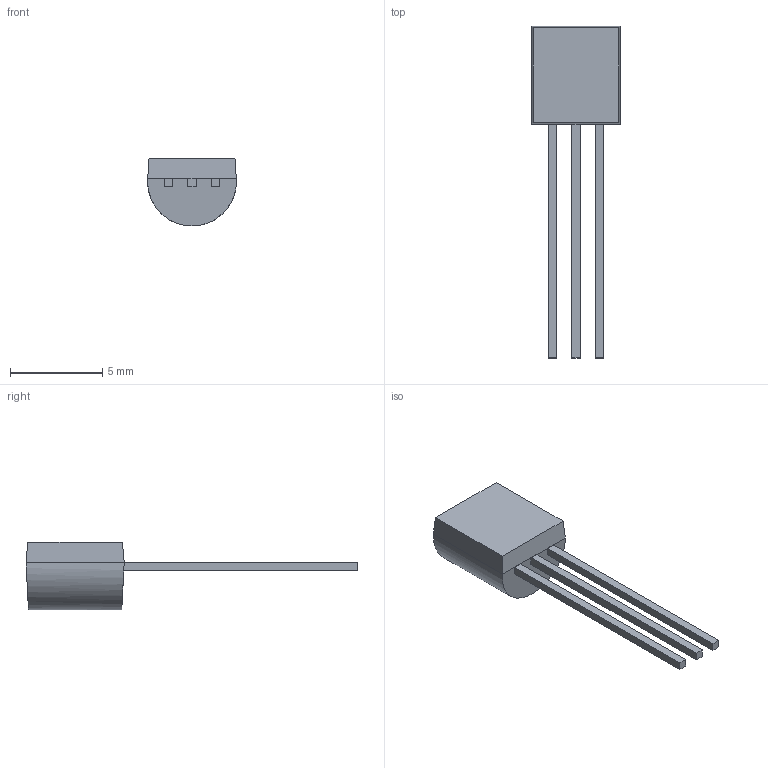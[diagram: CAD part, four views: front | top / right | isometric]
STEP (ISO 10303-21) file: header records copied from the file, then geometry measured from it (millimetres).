
FILE_DESCRIPTION (( 'STEP AP214' ), '1' );
FILE_NAME ('MCP1700-3302E_TO.STEP', '2023-02-20T12:55:40', ( '' ), ( '' ), 'SwSTEP 2.0', 'SolidWorks 2021', '' );
FILE_SCHEMA (( 'AUTOMOTIVE_DESIGN' ));
Length unit declared in the file: inch
Products named in the file (1): MCP1700-3302E_TO
Bounding box: 4.82 x 18.03 x 3.68 mm (x, y, z)
Volume: 87.1 mm3; surface area: 176.9 mm2
Topology: 4 solids, 4 shells, 27 faces, 53 edges, 34 vertices
Faces by surface type: plane 25, cylinder 2
Entity records: 748 total; most frequent: CARTESIAN_POINT 127, ORIENTED_EDGE 106, DIRECTION 105, EDGE_CURVE 53, LINE 49, VECTOR 49, VERTEX_POINT 34, AXIS2_PLACEMENT_3D 28
